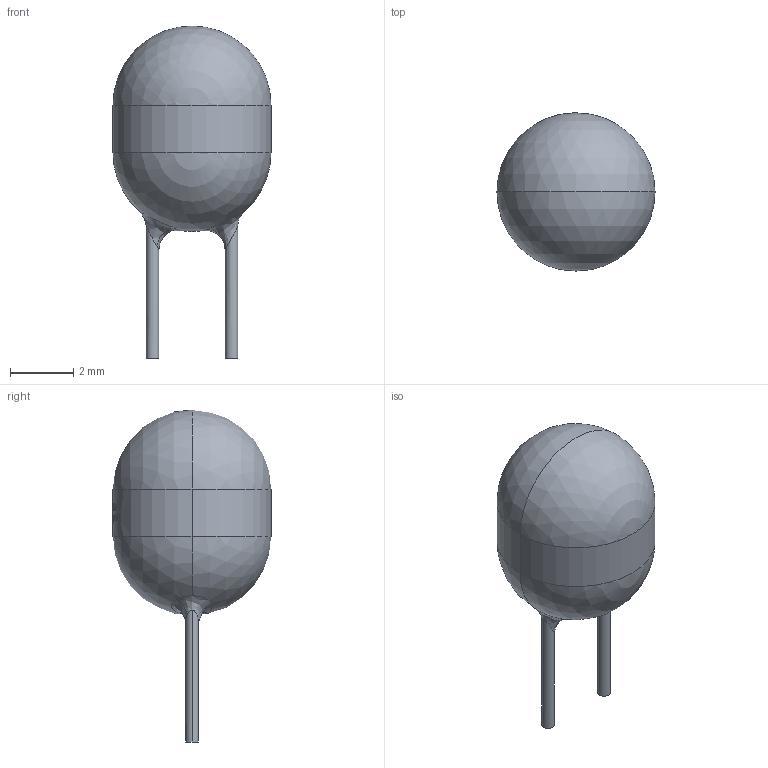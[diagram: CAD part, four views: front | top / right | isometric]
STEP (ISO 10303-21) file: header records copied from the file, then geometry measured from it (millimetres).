
FILE_DESCRIPTION (( 'STEP AP214' ), '1' );
FILE_NAME ('CAP-TH_BD5.0-H7.5-P2.5.step', '2022-07-01T07:21:44', ( '' ), ( '' ), 'SwSTEP 2.0', 'SolidWorks 2020', '' );
FILE_SCHEMA (( 'AUTOMOTIVE_DESIGN' ));
Length unit declared in the file: millimetre
Products named in the file (1): CAP-TH_BD5.0-H7.5-P2.5
Bounding box: 5 x 5 x 10.5 mm (x, y, z)
Volume: 96.2 mm3; surface area: 112.8 mm2
Topology: 1 solids, 1 shells, 240 faces, 663 edges, 440 vertices
Faces by surface type: plane 109, bspline 102, cylinder 25, sphere 4
Entity records: 12294 total; most frequent: CARTESIAN_POINT 4887, ORIENTED_EDGE 1310, EDGE_CURVE 655, DIRECTION 525, VERTEX_POINT 436, EDGE_LOOP 259, UNCERTAINTY_MEASURE_WITH_UNIT 243, PRESENTATION_STYLE_ASSIGNMENT 242
